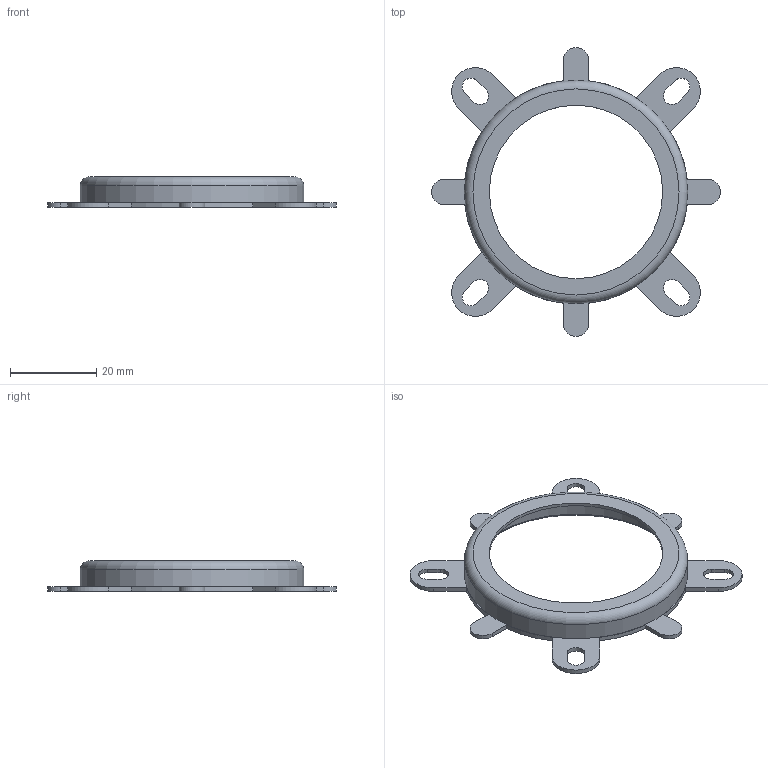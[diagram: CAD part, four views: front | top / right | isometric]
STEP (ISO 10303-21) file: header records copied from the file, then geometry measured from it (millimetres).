
FILE_DESCRIPTION( ( 'Unknown' ), '1' );
FILE_NAME( '44mm_cover.stp', 'Unknown', ( 'Unknown' ), ( 'Unknown' ), 'PSStep 15.0.49', 'Unknown', ' ' );
FILE_SCHEMA( ( 'AUTOMOTIVE_DESIGN { 1 0 10303 214 1 1 1 1 }' ) );
Length unit declared in the file: millimetre
Products named in the file (1): 1
Bounding box: 67 x 67 x 7 mm (x, y, z)
Volume: 1882.2 mm3; surface area: 5063.7 mm2
Topology: 1 solids, 1 shells, 59 faces, 162 edges, 108 vertices
Faces by surface type: plane 29, cylinder 28, torus 2
Full cylindrical faces by diameter (mm): 40.2 x1, 50.3 x1, 50.5 x1, 51.8 x1
Entity records: 2354 total; most frequent: DIRECTION 332, CARTESIAN_POINT 320, ORIENTED_EDGE 308, EDGE_CURVE 154, AXIS2_PLACEMENT_3D 118, VERTEX_POINT 106, LINE 96, VECTOR 96
